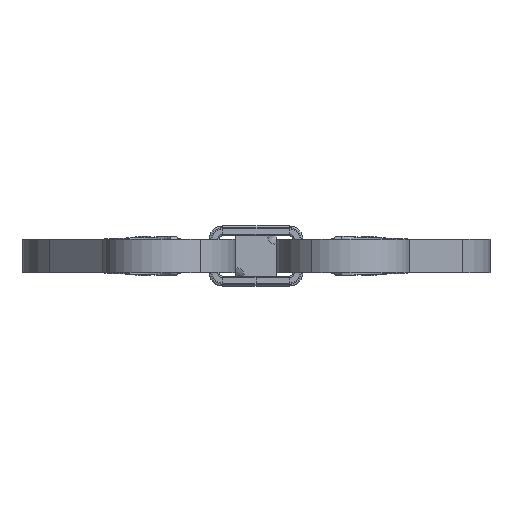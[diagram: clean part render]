
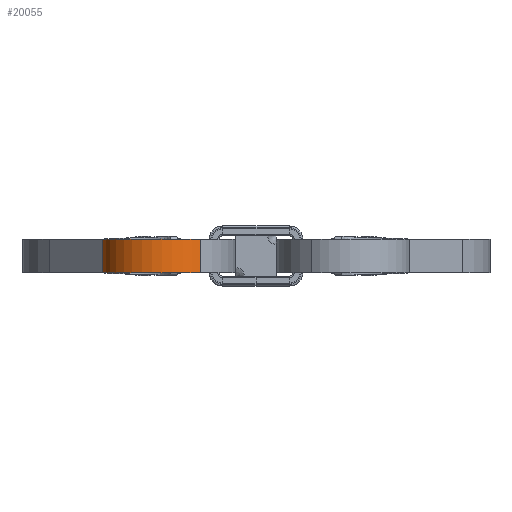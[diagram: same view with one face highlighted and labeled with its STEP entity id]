
A CAD part, front view. The second image highlights one B-rep face of the part: STEP entity #20055.
In plain terms, the highlighted cylindrical face has radius 18 mm (diameter 36 mm), a partial arc.
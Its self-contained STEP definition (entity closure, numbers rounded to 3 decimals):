
#975 = CIRCLE ( 'NONE', #9206, 18. ) ;
#2517 = VECTOR ( 'NONE', #21389, 1000. ) ;
#3107 = CIRCLE ( 'NONE', #18615, 18. ) ;
#3226 = VERTEX_POINT ( 'NONE', #7532 ) ;
#5191 = VECTOR ( 'NONE', #27281, 1000. ) ;
#6188 = CARTESIAN_POINT ( 'NONE',  ( -28., -132., 5. ) ) ;
#7532 = CARTESIAN_POINT ( 'NONE',  ( -16.545, -145.885, 5. ) ) ;
#7875 = VERTEX_POINT ( 'NONE', #26137 ) ;
#8724 = DIRECTION ( 'NONE',  ( 0.636, -0.771, 0. ) ) ;
#9206 = AXIS2_PLACEMENT_3D ( 'NONE', #19586, #24449, #29963 ) ;
#9494 = LINE ( 'NONE', #31854, #2517 ) ;
#9604 = EDGE_CURVE ( 'NONE', #3226, #28119, #11748, .T. ) ;
#10371 = EDGE_CURVE ( 'NONE', #3226, #29048, #3107, .T. ) ;
#11108 = CARTESIAN_POINT ( 'NONE',  ( -28., -132., 0. ) ) ;
#11436 = EDGE_LOOP ( 'NONE', ( #22878, #32594, #18823, #21298 ) ) ;
#11748 = LINE ( 'NONE', #21868, #5191 ) ;
#11813 = DIRECTION ( 'NONE',  ( 0., 0., -1. ) ) ;
#16007 = AXIS2_PLACEMENT_3D ( 'NONE', #11108, #32166, #32518 ) ;
#17840 = CARTESIAN_POINT ( 'NONE',  ( -46., -132., 5. ) ) ;
#18615 = AXIS2_PLACEMENT_3D ( 'NONE', #6188, #11813, #8724 ) ;
#18823 = ORIENTED_EDGE ( 'NONE', *, *, #10371, .T. ) ;
#19586 = CARTESIAN_POINT ( 'NONE',  ( -28., -132., -5. ) ) ;
#20055 = ADVANCED_FACE ( 'NONE', ( #23647 ), #29434, .T. ) ;
#21298 = ORIENTED_EDGE ( 'NONE', *, *, #23130, .T. ) ;
#21389 = DIRECTION ( 'NONE',  ( 0., 0., -1. ) ) ;
#21868 = CARTESIAN_POINT ( 'NONE',  ( -16.545, -145.885, -5. ) ) ;
#22878 = ORIENTED_EDGE ( 'NONE', *, *, #31672, .F. ) ;
#23130 = EDGE_CURVE ( 'NONE', #29048, #7875, #9494, .T. ) ;
#23647 = FACE_OUTER_BOUND ( 'NONE', #11436, .T. ) ;
#24449 = DIRECTION ( 'NONE',  ( 0., 0., -1. ) ) ;
#26137 = CARTESIAN_POINT ( 'NONE',  ( -46., -132., -5. ) ) ;
#27281 = DIRECTION ( 'NONE',  ( 0., 0., -1. ) ) ;
#28119 = VERTEX_POINT ( 'NONE', #32634 ) ;
#29048 = VERTEX_POINT ( 'NONE', #17840 ) ;
#29434 = CYLINDRICAL_SURFACE ( 'NONE', #16007, 18. ) ;
#29963 = DIRECTION ( 'NONE',  ( 0.636, -0.771, 0. ) ) ;
#31672 = EDGE_CURVE ( 'NONE', #28119, #7875, #975, .T. ) ;
#31854 = CARTESIAN_POINT ( 'NONE',  ( -46., -132., -5. ) ) ;
#32166 = DIRECTION ( 'NONE',  ( 0., 0., 1. ) ) ;
#32518 = DIRECTION ( 'NONE',  ( 1., 0., 0. ) ) ;
#32594 = ORIENTED_EDGE ( 'NONE', *, *, #9604, .F. ) ;
#32634 = CARTESIAN_POINT ( 'NONE',  ( -16.545, -145.885, -5. ) ) ;
